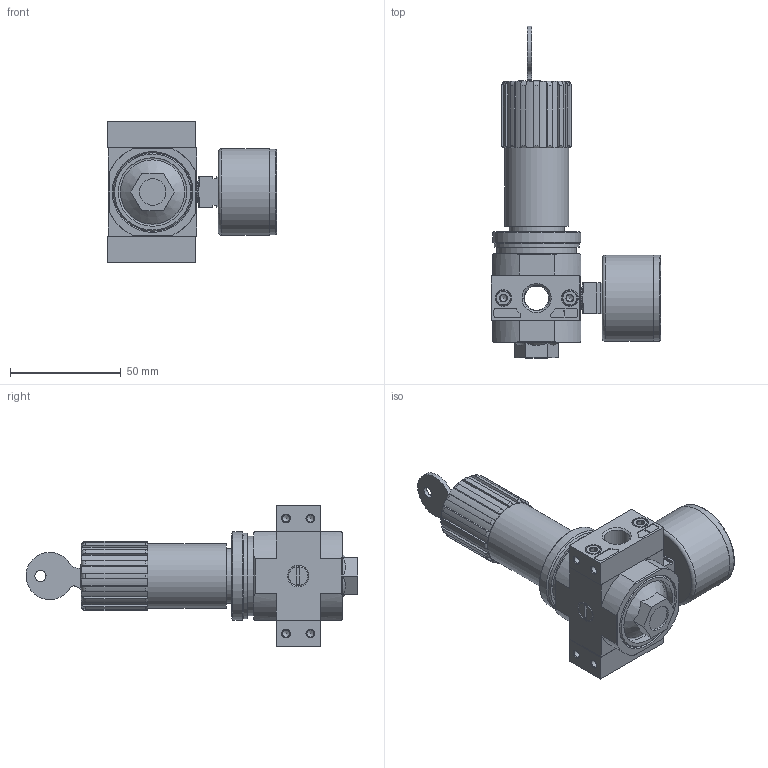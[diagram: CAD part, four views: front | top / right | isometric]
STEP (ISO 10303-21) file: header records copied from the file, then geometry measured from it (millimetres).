
FILE_DESCRIPTION(/* description */ ('STEP AP214'),/* implementation_level */ '2;1');
FILE_NAME(/* name */ '194615_LRS-1_4-D-7-I-MINI',/* time_stamp */ '2024-09-05T00:15:42+02:00',/* author */ ('License CC BY-ND 4.0'),/* organization */ ('CADENAS'),/* preprocessor_version */ 'ST-DEVELOPER v19.3',/* originating_system */ 'PARTsolutions',/* authorisation */ ' ');
FILE_SCHEMA (('AUTOMOTIVE_DESIGN {1 0 10303 214 3 1 1}'));
Length unit declared in the file: millimetre
Products named in the file (8): 194615 LRS-1/4-D-7-I-MINI; 646256 LRS-D-7-I-MINI; 8003636 PAGN-40-10-G18; 380291 PBL-1/4-D-MINI-R---(0) p1; DIN-912 - M4x16(F); 380289 PBL-1/4-D-MINI-L---(1) p1; 398011 LRVS-D-MINI; 373845 LR-MINI
Assembly tree (10 placements, depth 2):
  194615 LRS-1/4-D-7-I-MINI
    646256 LRS-D-7-I-MINI
    8003636 PAGN-40-10-G18
    380291 PBL-1/4-D-MINI-R---(0) p1
    DIN-912 - M4x16(F)  x4
    380289 PBL-1/4-D-MINI-L---(1) p1
    398011 LRVS-D-MINI
    373845 LR-MINI
Bounding box: 76.4 x 150 x 64 mm (x, y, z)
Volume: 163022.2 mm3; surface area: 40749.9 mm2
Topology: 10 solids, 10 shells, 455 faces, 1062 edges, 663 vertices
Faces by surface type: plane 222, cylinder 120, cone 89, torus 24
Full cylindrical faces by diameter (mm): 3.242 x8, 4 x4, 4.3 x1, 5.1 x1, 5.8 x1, 6.2 x1, 6.9 x1, 7 x4, 8.2 x1, 8.4 x1, 8.566 x2, 9.728 x2, 11 x1, 11.445 x2, 12 x1, 12.2 x1, 15.8 x1, 15.9 x1, 18.7 x1, 24.9 x1, 26 x1, 29 x1, 31 x1, 33.9 x1, 34.376 x1, 36 x1, 38.5 x1, 38.7 x1, 39 x1, 39.8 x1
Entity records: 11986 total; most frequent: CARTESIAN_POINT 2066, DIRECTION 1803, ORIENTED_EDGE 1584, EDGE_CURVE 792, AXIS2_PLACEMENT_3D 707, VERTEX_POINT 576, FACE_BOUND 534, EDGE_LOOP 525
